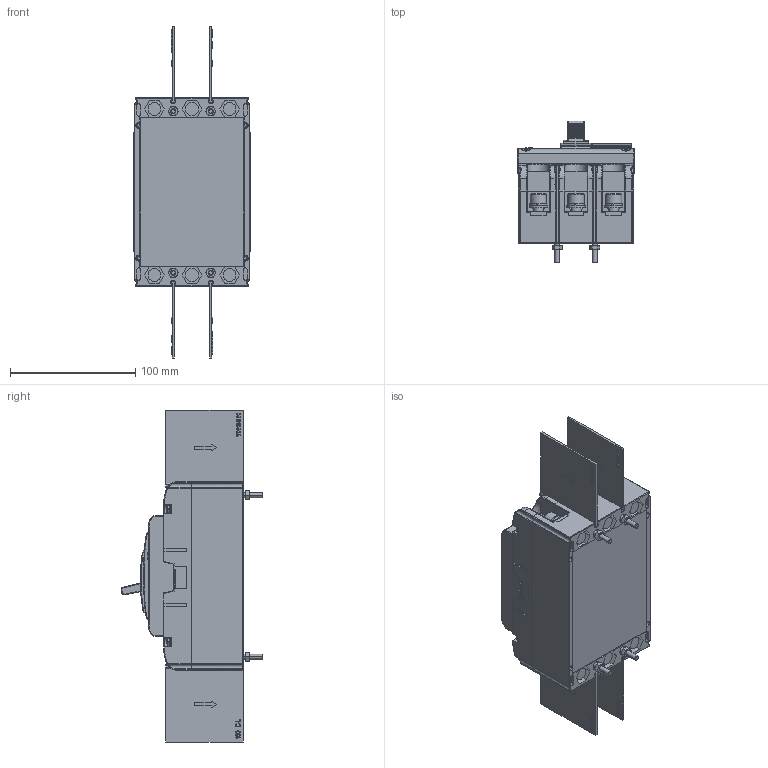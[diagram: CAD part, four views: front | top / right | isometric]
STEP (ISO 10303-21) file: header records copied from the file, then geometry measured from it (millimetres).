
FILE_DESCRIPTION((''),'2;1');
FILE_NAME('2TZD_256_1198_ASM_ASM','2019-01-22T',('Administrator'),(''),'PRO/ENGINEER BY PARAMETRIC TECHNOLOGY CORPORATION, 2017170','PRO/ENGINEER BY PARAMETRIC TECHNOLOGY CORPORATION, 2017170','');
FILE_SCHEMA(('CONFIG_CONTROL_DESIGN'));
Products named in the file (29): 8TZD_024_6021_1; 5TZD_024_6021_ASM_1_ASM; 8TZD_552_6009_1; 5TZD_552_6014_ASM_1_ASM; 8TZD_585_6029_1; 5TZD_585_6007_ASM_1_ASM; 5TZD_558_6019_ASM_1_ASM; 5TZD_558_6020_ASM_1_ASM; 5TZD_558_6021_ASM_1_ASM; 5TZD_558_6025_ASM_1_ASM; 8TZD_253_6010_1; 8TZD_742_6062_1; 8TZD_742_6058_1; 8TZD_742_6060_1; 8TZD_315_6031_1; 5TZD_315_6010_ASM_1_ASM; 8TZD_315_6039_1; 8TZD_253_6011_1; Q_TZJ0304_1-M3_5X18_1; Q_TZJ0304_1-M3X25_1; GB_T9074_4-M3X6_1; Q_TZJ0301_1-M8X16_1; 8TZD_742_6076_1; 8TZD_750_6007_1; 8TZD_860_6003_1; Q_TZJ0304_1-M4X45_1; GB_T6170-M4_1; 2TZD_256_1198_ASM_1_ASM; 2TZD_256_1198_ASM_ASM
Assembly tree (62 placements, depth 8):
  2TZD_256_1198_ASM_ASM
    2TZD_256_1198_ASM_1_ASM
      5TZD_024_6021_ASM_1_ASM
        8TZD_024_6021_1
      5TZD_552_6014_ASM_1_ASM  x3
        8TZD_552_6009_1
      5TZD_558_6025_ASM_1_ASM
        5TZD_558_6021_ASM_1_ASM  x3
          5TZD_558_6020_ASM_1_ASM
            5TZD_558_6019_ASM_1_ASM
              5TZD_585_6007_ASM_1_ASM
                8TZD_585_6029_1
      8TZD_253_6010_1
      8TZD_742_6062_1  x3
      8TZD_742_6058_1  x3
      8TZD_742_6060_1  x3
      5TZD_315_6010_ASM_1_ASM
        8TZD_315_6031_1
      8TZD_315_6039_1
      8TZD_253_6011_1
      Q_TZJ0304_1-M3_5X18_1  x3
      Q_TZJ0304_1-M3X25_1  x6
      GB_T9074_4-M3X6_1  x4
      Q_TZJ0301_1-M8X16_1  x6
      8TZD_742_6076_1  x4
      8TZD_750_6007_1
      8TZD_860_6003_1
      Q_TZJ0304_1-M4X45_1  x4
      GB_T6170-M4_1  x4
Bounding box: 93 x 113.09 x 265 mm (x, y, z)
Volume: 855375.8 mm3; surface area: 290613.2 mm2
Topology: 53 solids, 126 shells, 6563 faces, 17942 edges, 11811 vertices
Faces by surface type: plane 5074, cylinder 1066, cone 155, torus 133, bspline 68, sphere 67
Entity records: 156129 total; most frequent: CARTESIAN_POINT 37059, ORIENTED_EDGE 25302, DIRECTION 23496, EDGE_CURVE 12671, VECTOR 9986, LINE 9986, VERTEX_POINT 8351, AXIS2_PLACEMENT_3D 6755
